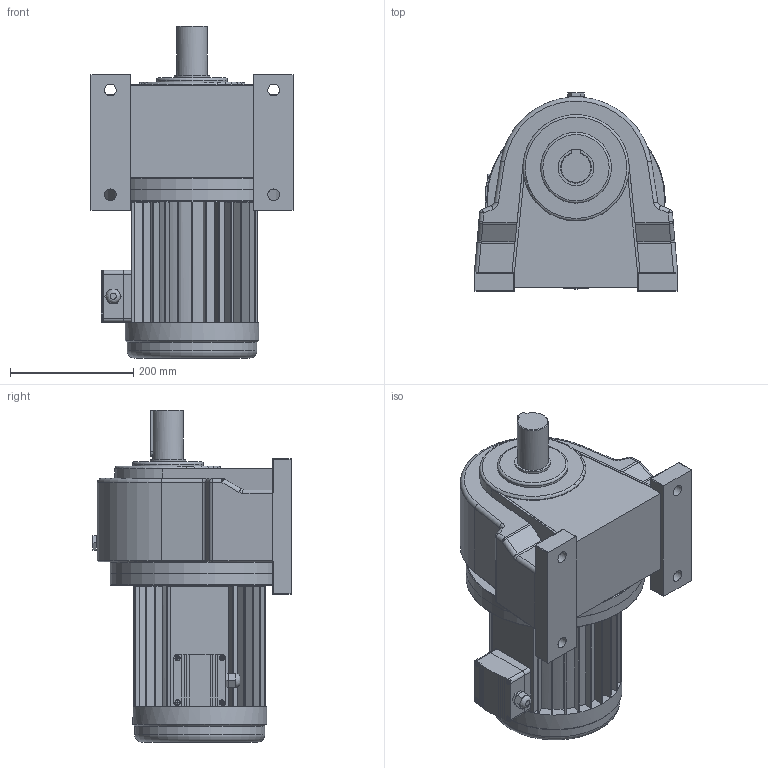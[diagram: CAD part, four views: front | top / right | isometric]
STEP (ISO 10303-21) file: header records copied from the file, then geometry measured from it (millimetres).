
FILE_DESCRIPTION(/* description */ (''),/* implementation_level */ '2;1');
FILE_NAME(/* name */ 'GH卧式附三相、单相铝壳（刹车）齿轮减速马达[GH-50-3700W-150-S-G1-LD-HO].stp',/* time_stamp */ '2022-01-11T09:36:15+08:00',/* author */ ('Administrator'),/* organization */ (''),/* preprocessor_version */ 'ST-DEVELOPER v15.2',/* originating_system */ 'Autodesk Inventor 2014',/* authorisation */ '');
FILE_SCHEMA (('AUTOMOTIVE_DESIGN { 1 0 10303 214 3 1 1 }'));
Length unit declared in the file: millimetre
Products named in the file (3): STP_50_3700W 5HP___G1_LD__HO_2__2; STP_50_3700W 5HP___G1_LD__HO_2__2_1; [GH-50-3700W-150-S-G1-LD-HO]
Bounding box: 330 x 321.78 x 539 mm (x, y, z)
Volume: 22763182.8 mm3; surface area: 973572.8 mm2
Topology: 5 solids, 5 shells, 601 faces, 1519 edges, 980 vertices
Faces by surface type: plane 480, cylinder 83, torus 17, sphere 16, bspline 3, cone 2
Full cylindrical faces by diameter (mm): 8 x4, 8.5 x4, 10 x1, 15.412 x1, 19 x4, 50 x1, 58 x1, 115 x1, 184.45 x1, 211 x1, 217 x1, 289.858 x1, 290.058 x2
Entity records: 17731 total; most frequent: CARTESIAN_POINT 3208, DIRECTION 2947, ORIENTED_EDGE 2930, EDGE_CURVE 1465, LINE 1163, VECTOR 1163, VERTEX_POINT 971, AXIS2_PLACEMENT_3D 892
